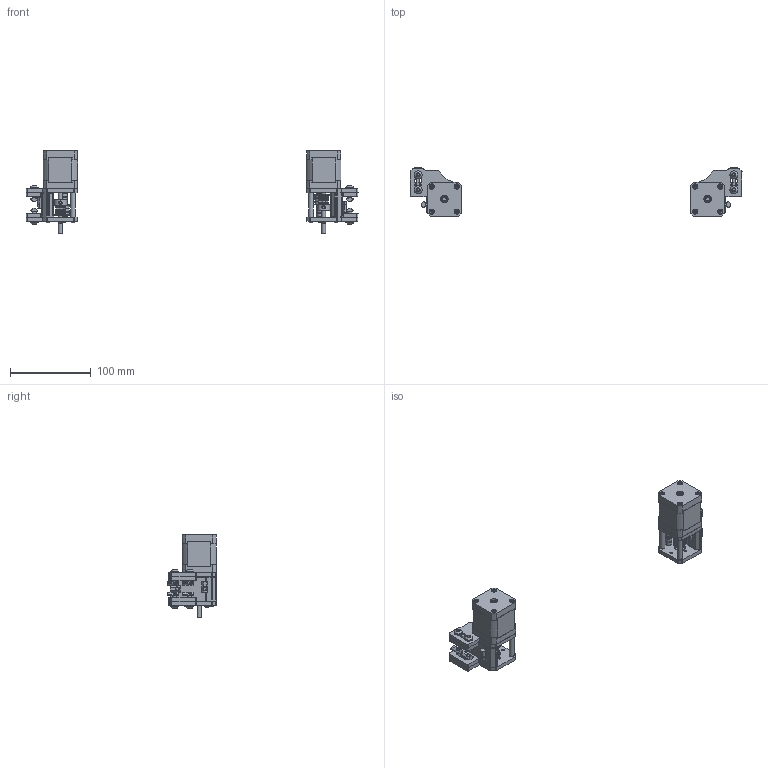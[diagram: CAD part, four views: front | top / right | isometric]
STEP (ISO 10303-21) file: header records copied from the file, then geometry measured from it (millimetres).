
FILE_DESCRIPTION(/* description */ ('','CAx-IF Rec.Pracs.---Representation and Presentation of Product Manufacturing Information (PMI)---4.0---2014-10-13'),/* implementation_level */ '2;1');
FILE_NAME(/* name */ '_31_Sheet_metal_VT_9mm_front_motor_mounts_FT_0.step',/* time_stamp */ '2024-12-14T20:21:27+01:00',/* author */ (''),/* organization */ (''),/* preprocessor_version */ 'ST-DEVELOPER v20',/* originating_system */ 'Autodesk Translation Framework v13.20.0.188',/* authorisation */ '');
FILE_SCHEMA (('AP242_MANAGED_MODEL_BASED_3D_ENGINEERING_MIM_LF { 1 0 10303 442 1 1 4 }'));
Length unit declared in the file: millimetre
Products named in the file (31): _31_Sheet_metal_VT_9mm_front_motor_mounts_FT_0; _Sheet_metal_VT_9mm_front_right_motor_mount; _Sheet_metal_VT_9mm_front_right_motor_mount_hardware; _Sheet_metal_9mm_front_right_motor_mount_motion; NEMA17 with 55mm long shaft; _Sheet_metal_VT_9mm_front_left_motor_mount; Sheet_metal_VT_front_motor_mount_b_4.7-5mm; Sheet_metal_VT_front_motor_mount_a_4.7-5mm; Sheet_metal_9mm_spacer_d_2x2.5_or_5mm; Sheet_metal_VT_9mm_front_motor_mount_alignment_helper; _Sheet_metal_VT_9mm_front_left_motor_mount_hardware; M3x8 FHCS; M3x45 BHCS; M3x8 BHCS; M3xD6x30 spacer; M3x6 BHCS; M3 washer; M5 2020 drop-in T-nut; M5x16 BHCS; M5 washer; _Sheet_metal_9mm_front_left_motor_mount_motion; M3xD5x30 threaded round standoff; 695 bearing; M5xD8x5 spacer; Shim 0.5mm; Shim 1mm; GT2 20T 9mm pulley; F695 flanged bearing; NEMA17 with 55mm long shaft_1; _S55 shaft; _stepper
Assembly tree (116 placements, depth 5):
  _31_Sheet_metal_VT_9mm_front_motor_mounts_FT_0
    _Sheet_metal_VT_9mm_front_right_motor_mount
      Sheet_metal_VT_front_motor_mount_b_4.7-5mm
      Sheet_metal_9mm_spacer_d_2x2.5_or_5mm  x2
      _Sheet_metal_VT_9mm_front_right_motor_mount_hardware
        M5 washer  x5
        M5x16 BHCS  x5
        M5 2020 drop-in T-nut  x5
        M3xD6x30 spacer  x4
        M3x6 BHCS  x2
        M3 washer  x4
        M3x8 BHCS
        M3x45 BHCS  x4
        M3x8 FHCS
      Sheet_metal_VT_front_motor_mount_a_4.7-5mm
      Sheet_metal_VT_9mm_front_motor_mount_alignment_helper
      _Sheet_metal_9mm_front_right_motor_mount_motion
        M3xD5x30 threaded round standoff
        F695 flanged bearing  x3
        M5xD8x5 spacer  x3
        Shim 0.5mm  x2
        Shim 1mm  x2
        695 bearing
        GT2 20T 9mm pulley
        NEMA17 with 55mm long shaft
          _S55 shaft
          _stepper
    M5x16 BHCS  x2
    M5 washer  x2
    M5 2020 drop-in T-nut  x2
    _Sheet_metal_VT_9mm_front_left_motor_mount
      Sheet_metal_VT_front_motor_mount_b_4.7-5mm
      Sheet_metal_VT_front_motor_mount_a_4.7-5mm
      Sheet_metal_9mm_spacer_d_2x2.5_or_5mm  x2
      Sheet_metal_VT_9mm_front_motor_mount_alignment_helper
      _Sheet_metal_VT_9mm_front_left_motor_mount_hardware
        M3x8 FHCS
        M5x16 BHCS  x5
        M5 2020 drop-in T-nut  x5
        M5 washer  x5
        M3x45 BHCS  x4
        M3 washer  x4
        M3x8 BHCS
        M3x6 BHCS  x2
        M3xD6x30 spacer  x4
      _Sheet_metal_9mm_front_left_motor_mount_motion
        M3xD5x30 threaded round standoff
        M5xD8x5 spacer  x3
        F695 flanged bearing  x3
        Shim 0.5mm  x2
        695 bearing
        Shim 1mm  x2
        GT2 20T 9mm pulley
        NEMA17 with 55mm long shaft_1
          _S55 shaft
          _stepper
Bounding box: 410 x 59.9 x 102 mm (x, y, z)
Volume: 286479.3 mm3; surface area: 113958.7 mm2
Topology: 114 solids, 114 shells, 2484 faces, 5732 edges, 3624 vertices
Faces by surface type: plane 1104, cylinder 878, cone 418, sphere 46, bspline 30, torus 8
Full cylindrical faces by diameter (mm): 0.8 x2, 2.464 x8, 2.5 x4, 2.529 x2, 3 x24, 3.1 x24, 3.2 x8, 3.4 x8, 4.2 x12, 5 x40, 5.001 x2, 5.1 x4, 5.2 x4, 5.3 x12, 5.7 x14, 6 x10, 6.1 x2, 6.2 x2, 6.5 x18, 7 x8, 7.823 x4, 8 x14, 8.141 x4, 9 x2, 9.5 x12, 10 x12, 10.4 x4, 11.5 x16, 12 x4, 13 x8
Entity records: 26927 total; most frequent: CARTESIAN_POINT 5972, DIRECTION 4557, ORIENTED_EDGE 3868, EDGE_CURVE 1934, AXIS2_PLACEMENT_3D 1758, VERTEX_POINT 1241, LINE 1041, VECTOR 1041
